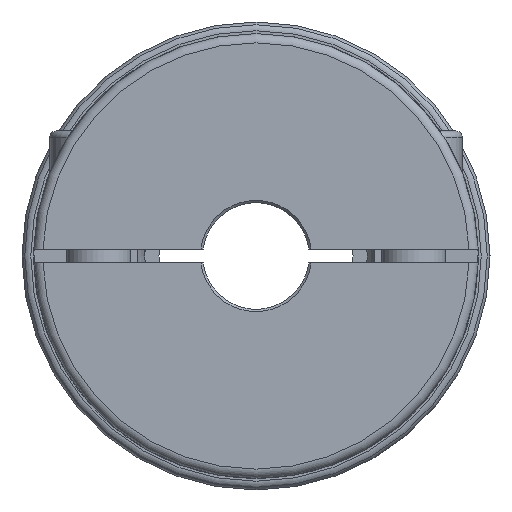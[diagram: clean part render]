
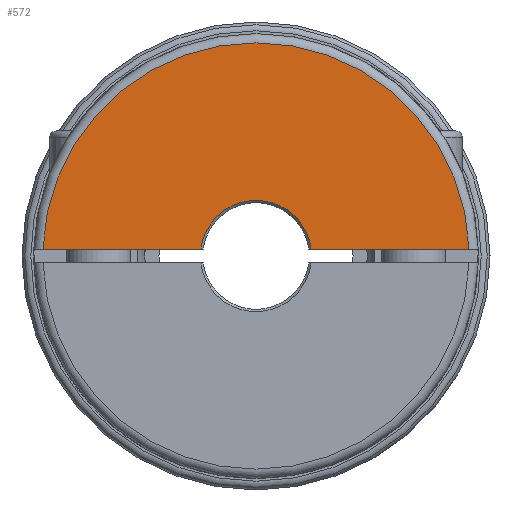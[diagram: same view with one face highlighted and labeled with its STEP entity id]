
A CAD part, left-side view. The second image highlights one B-rep face of the part: STEP entity #572.
In plain terms, the highlighted planar face has unit normal (-1, 0, 0).
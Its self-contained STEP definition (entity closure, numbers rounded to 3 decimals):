
#572 = ADVANCED_FACE( '', ( #1419 ), #1420, .F. );
#1419 = FACE_OUTER_BOUND( '', #2572, .T. );
#1420 = PLANE( '', #2573 );
#2572 = EDGE_LOOP( '', ( #4168, #4169, #4170, #4171 ) );
#2573 = AXIS2_PLACEMENT_3D( '', #4172, #4173, #4174 );
#4168 = ORIENTED_EDGE( '', *, *, #5677, .T. );
#4169 = ORIENTED_EDGE( '', *, *, #5911, .T. );
#4170 = ORIENTED_EDGE( '', *, *, #5815, .T. );
#4171 = ORIENTED_EDGE( '', *, *, #6072, .T. );
#4172 = CARTESIAN_POINT( '', ( -33., 0., 11.5 ) );
#4173 = DIRECTION( '', ( 1., 0., 0. ) );
#4174 = DIRECTION( '', ( 0., 0., 1. ) );
#5677 = EDGE_CURVE( '', #6583, #6581, #6584, .T. );
#5815 = EDGE_CURVE( '', #6823, #6824, #6825, .T. );
#5911 = EDGE_CURVE( '', #6581, #6823, #6979, .T. );
#6072 = EDGE_CURVE( '', #6824, #6583, #7224, .T. );
#6581 = VERTEX_POINT( '', #8340 );
#6583 = VERTEX_POINT( '', #8355 );
#6584 = LINE( '', #8356, #8357 );
#6823 = VERTEX_POINT( '', #8795 );
#6824 = VERTEX_POINT( '', #8796 );
#6825 = LINE( '', #8797, #8798 );
#6979 = CIRCLE( '', #9019, 46. );
#7224 = CIRCLE( '', #9601, 12. );
#8340 = CARTESIAN_POINT( '', ( -33., -45.976, 1.5 ) );
#8355 = CARTESIAN_POINT( '', ( -33., -11.906, 1.5 ) );
#8356 = CARTESIAN_POINT( '', ( -33., 0., 1.5 ) );
#8357 = VECTOR( '', #10571, 1000. );
#8795 = CARTESIAN_POINT( '', ( -33., 45.976, 1.5 ) );
#8796 = CARTESIAN_POINT( '', ( -33., 11.906, 1.5 ) );
#8797 = CARTESIAN_POINT( '', ( -33., 0., 1.5 ) );
#8798 = VECTOR( '', #10772, 1000. );
#9019 = AXIS2_PLACEMENT_3D( '', #10917, #10918, #10919 );
#9601 = AXIS2_PLACEMENT_3D( '', #11146, #11147, #11148 );
#10571 = DIRECTION( '', ( 0., -1., 0. ) );
#10772 = DIRECTION( '', ( 0., -1., 0. ) );
#10917 = CARTESIAN_POINT( '', ( -33., 0., 0. ) );
#10918 = DIRECTION( '', ( -1., 0., 0. ) );
#10919 = DIRECTION( '', ( 0., 0., 1. ) );
#11146 = CARTESIAN_POINT( '', ( -33., 0., 0. ) );
#11147 = DIRECTION( '', ( 1., 0., 0. ) );
#11148 = DIRECTION( '', ( 0., 0., 1. ) );
